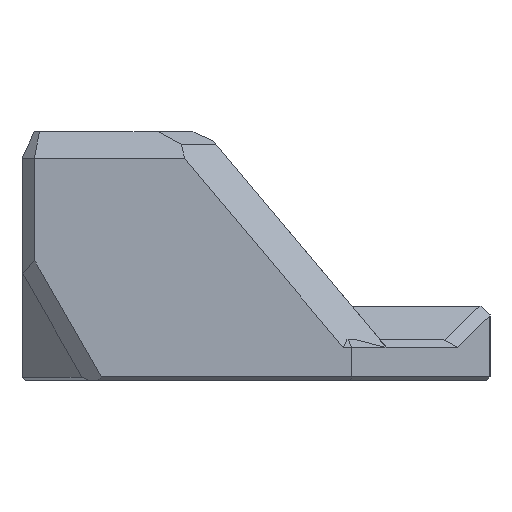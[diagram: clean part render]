
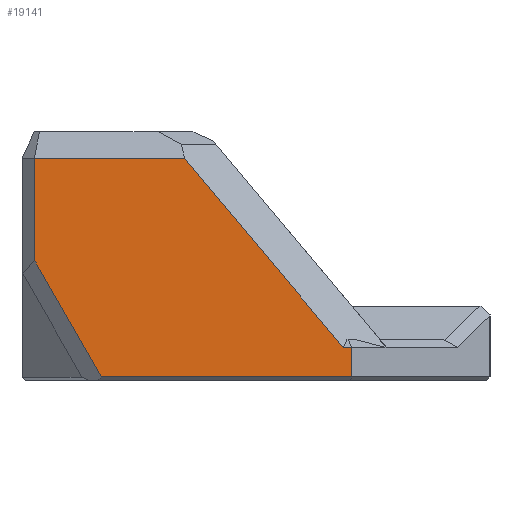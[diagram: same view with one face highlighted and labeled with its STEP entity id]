
A CAD part, left-side view. The second image highlights one B-rep face of the part: STEP entity #19141.
In plain terms, the highlighted planar face has unit normal (-1, 0, 0).
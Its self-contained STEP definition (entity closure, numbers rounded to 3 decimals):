
#559=PLANE('',#19972);
#1223=FACE_OUTER_BOUND('',#2338,.T.);
#2338=EDGE_LOOP('',(#14556,#14557,#14558,#14559,#14560,#14561,#14562));
#3582=LINE('',#30826,#5142);
#3601=LINE('',#30863,#5161);
#3625=LINE('',#30914,#5185);
#3666=LINE('',#30992,#5226);
#3667=LINE('',#30995,#5227);
#3668=LINE('',#30997,#5228);
#3669=LINE('',#30998,#5229);
#5142=VECTOR('',#21291,10.);
#5161=VECTOR('',#21328,10.);
#5185=VECTOR('',#21366,10.);
#5226=VECTOR('',#21437,10.);
#5227=VECTOR('',#21440,10.);
#5228=VECTOR('',#21441,10.);
#5229=VECTOR('',#21442,10.);
#8118=VERTEX_POINT('',#30824);
#8119=VERTEX_POINT('',#30825);
#8128=VERTEX_POINT('',#30862);
#8147=VERTEX_POINT('',#30911);
#8148=VERTEX_POINT('',#30913);
#8171=VERTEX_POINT('',#30994);
#8172=VERTEX_POINT('',#30996);
#10392=EDGE_CURVE('',#8118,#8119,#3582,.T.);
#10411=EDGE_CURVE('',#8119,#8128,#3601,.T.);
#10435=EDGE_CURVE('',#8147,#8148,#3625,.T.);
#10476=EDGE_CURVE('',#8118,#8148,#3666,.T.);
#10477=EDGE_CURVE('',#8171,#8147,#3667,.T.);
#10478=EDGE_CURVE('',#8172,#8171,#3668,.T.);
#10479=EDGE_CURVE('',#8128,#8172,#3669,.T.);
#14556=ORIENTED_EDGE('',*,*,#10392,.F.);
#14557=ORIENTED_EDGE('',*,*,#10476,.T.);
#14558=ORIENTED_EDGE('',*,*,#10435,.F.);
#14559=ORIENTED_EDGE('',*,*,#10477,.F.);
#14560=ORIENTED_EDGE('',*,*,#10478,.F.);
#14561=ORIENTED_EDGE('',*,*,#10479,.F.);
#14562=ORIENTED_EDGE('',*,*,#10411,.F.);
#19141=ADVANCED_FACE('',(#1223),#559,.T.);
#19972=AXIS2_PLACEMENT_3D('',#30993,#21438,#21439);
#21291=DIRECTION('',(0.,1.,0.));
#21328=DIRECTION('',(0.,0.497,0.868));
#21366=DIRECTION('',(0.,-1.,0.));
#21437=DIRECTION('',(0.,0.,1.));
#21438=DIRECTION('center_axis',(-1.,0.,0.));
#21439=DIRECTION('ref_axis',(0.,-1.,0.));
#21440=DIRECTION('',(0.,-0.643,-0.766));
#21441=DIRECTION('',(0.,-1.,0.));
#21442=DIRECTION('',(0.,0.,1.));
#30824=CARTESIAN_POINT('',(-75.07,-10.,0.4));
#30825=CARTESIAN_POINT('',(-75.07,20.376,0.4));
#30826=CARTESIAN_POINT('',(-75.07,15.8,0.4));
#30862=CARTESIAN_POINT('',(-75.07,28.5,14.593));
#30863=CARTESIAN_POINT('',(-75.07,19.179,-1.691));
#30911=CARTESIAN_POINT('',(-75.07,-8.974,4.));
#30913=CARTESIAN_POINT('',(-75.07,-10.,4.));
#30914=CARTESIAN_POINT('',(-75.07,5.8,4.));
#30992=CARTESIAN_POINT('',(-75.07,-10.,0.));
#30993=CARTESIAN_POINT('Origin',(-75.07,30.,0.));
#30994=CARTESIAN_POINT('',(-75.07,10.269,26.933));
#30995=CARTESIAN_POINT('',(-75.07,-3.781,10.189));
#30996=CARTESIAN_POINT('',(-75.07,28.5,26.933));
#30997=CARTESIAN_POINT('',(-75.07,20.,26.933));
#30998=CARTESIAN_POINT('',(-75.07,28.5,0.));
